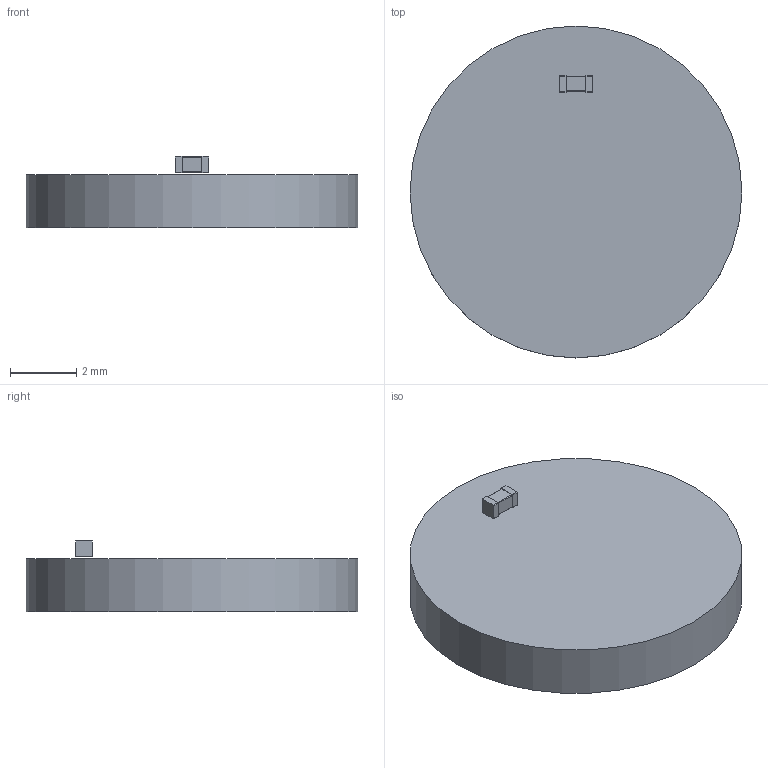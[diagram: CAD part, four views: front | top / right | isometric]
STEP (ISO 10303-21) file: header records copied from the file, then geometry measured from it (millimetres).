
FILE_DESCRIPTION(('KiCad electronic assembly'),'2;1');
FILE_NAME('WS2812B_Module_2.step','2019-08-30T23:10:10',('An Author'),( 'A Company'),'Open CASCADE STEP processor 6.9', 'KiCad to STEP converter','Unknown');
FILE_SCHEMA(('AUTOMOTIVE_DESIGN { 1 0 10303 214 1 1 1 1 }'));
Length unit declared in the file: millimetre
Products named in the file (5): Open CASCADE STEP translator 6.9 1; C_0402_1005Metric; SOLID; WS2812B
Assembly tree (4 placements, depth 3):
  Open CASCADE STEP translator 6.9 1
    C_0402_1005Metric
      SOLID
    WS2812B
    SOLID
Bounding box: 10 x 10 x 2.15 mm (x, y, z)
Volume: 125.9 mm3; surface area: 209.8 mm2
Topology: 2 solids, 2 shells, 31 faces, 75 edges, 50 vertices
Faces by surface type: plane 18, cylinder 13
Full cylindrical faces by diameter (mm): 10 x1
Entity records: 2224 total; most frequent: CARTESIAN_POINT 383, DIRECTION 311, LINE 173, VECTOR 173, ORIENTED_EDGE 150, PCURVE 150, DEFINITIONAL_REPRESENTATION 150, EDGE_CURVE 75
